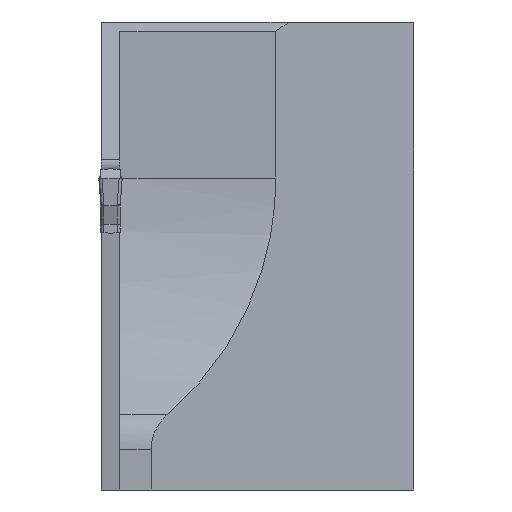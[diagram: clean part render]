
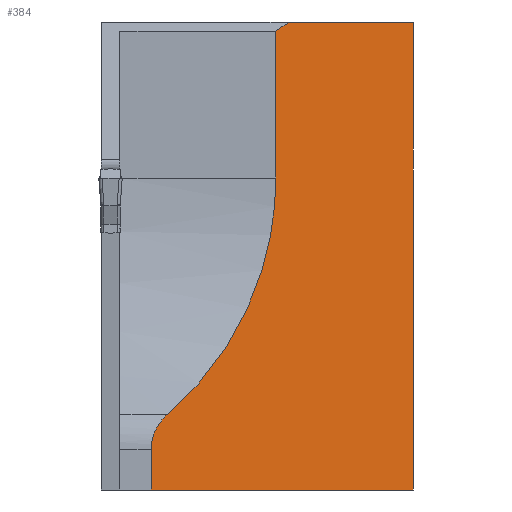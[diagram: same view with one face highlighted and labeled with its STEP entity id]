
A CAD part, left-side view. The second image highlights one B-rep face of the part: STEP entity #384.
In plain terms, the highlighted planar face has unit normal (-0.707, -0.707, 0).
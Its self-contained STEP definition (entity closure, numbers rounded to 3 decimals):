
#350=ELLIPSE('',#1449,4.243,3.);
#351=ELLIPSE('',#1461,28.284,20.);
#384=ADVANCED_FACE('',(#485),#442,.F.);
#442=PLANE('',#1465);
#485=FACE_OUTER_BOUND('',#547,.T.);
#547=EDGE_LOOP('',(#689,#690,#691,#692,#693,#694,#695,#696));
#689=ORIENTED_EDGE('',*,*,#1069,.F.);
#690=ORIENTED_EDGE('',*,*,#1048,.F.);
#691=ORIENTED_EDGE('',*,*,#1046,.F.);
#692=ORIENTED_EDGE('',*,*,#1052,.F.);
#693=ORIENTED_EDGE('',*,*,#1058,.F.);
#694=ORIENTED_EDGE('',*,*,#1067,.F.);
#695=ORIENTED_EDGE('',*,*,#1061,.F.);
#696=ORIENTED_EDGE('',*,*,#1074,.F.);
#941=VERTEX_POINT('',#1883);
#942=VERTEX_POINT('',#1885);
#943=VERTEX_POINT('',#1889);
#945=VERTEX_POINT('',#1896);
#950=VERTEX_POINT('',#1908);
#951=VERTEX_POINT('',#1914);
#952=VERTEX_POINT('',#1916);
#953=VERTEX_POINT('',#1931);
#1046=EDGE_CURVE('',#942,#941,#1200,.T.);
#1048=EDGE_CURVE('',#941,#943,#350,.T.);
#1052=EDGE_CURVE('',#945,#942,#1205,.T.);
#1058=EDGE_CURVE('',#950,#945,#1210,.T.);
#1061=EDGE_CURVE('',#951,#952,#1213,.T.);
#1067=EDGE_CURVE('',#952,#950,#1219,.T.);
#1069=EDGE_CURVE('',#943,#953,#351,.T.);
#1074=EDGE_CURVE('',#953,#951,#1224,.T.);
#1200=LINE('',#1886,#1330);
#1205=LINE('',#1897,#1335);
#1210=LINE('',#1909,#1340);
#1213=LINE('',#1915,#1343);
#1219=LINE('',#1925,#1349);
#1224=LINE('',#1939,#1354);
#1330=VECTOR('',#1565,1.);
#1335=VECTOR('',#1576,1.);
#1340=VECTOR('',#1585,1.);
#1343=VECTOR('',#1592,1.);
#1349=VECTOR('',#1604,1.);
#1354=VECTOR('',#1621,1.);
#1449=AXIS2_PLACEMENT_3D('',#1890,#1569,#1570);
#1461=AXIS2_PLACEMENT_3D('',#1930,#1612,#1613);
#1465=AXIS2_PLACEMENT_3D('',#1941,#1624,#1625);
#1565=DIRECTION('',(0.,0.,1.));
#1569=DIRECTION('',(0.707,0.707,0.));
#1570=DIRECTION('',(-0.707,0.707,0.));
#1576=DIRECTION('',(-0.707,0.707,0.));
#1585=DIRECTION('',(0.,0.,-1.));
#1592=DIRECTION('',(0.634,-0.634,0.444));
#1604=DIRECTION('',(0.707,-0.707,0.));
#1612=DIRECTION('',(-0.707,-0.707,0.));
#1613=DIRECTION('',(-0.707,0.707,0.));
#1621=DIRECTION('',(0.,0.,1.));
#1624=DIRECTION('',(0.707,0.707,0.));
#1625=DIRECTION('',(0.707,-0.707,0.));
#1883=CARTESIAN_POINT('',(8.,16.8,-17.436));
#1885=CARTESIAN_POINT('',(8.,16.8,-20.));
#1886=CARTESIAN_POINT('',(8.,16.8,30.));
#1889=CARTESIAN_POINT('',(9.043,15.757,-15.161));
#1890=CARTESIAN_POINT('',(11.,13.8,-17.436));
#1896=CARTESIAN_POINT('',(24.8,0.,-20.));
#1897=CARTESIAN_POINT('',(24.8,0.,-20.));
#1908=CARTESIAN_POINT('',(24.8,0.,10.));
#1909=CARTESIAN_POINT('',(24.8,0.,30.));
#1914=CARTESIAN_POINT('',(16.,8.8,9.407));
#1915=CARTESIAN_POINT('',(28.858,-4.058,18.41));
#1916=CARTESIAN_POINT('',(16.846,7.954,10.));
#1925=CARTESIAN_POINT('',(24.8,0.,10.));
#1930=CARTESIAN_POINT('',(-4.,28.8,0.));
#1931=CARTESIAN_POINT('',(16.,8.8,0.));
#1939=CARTESIAN_POINT('',(16.,8.8,30.));
#1941=CARTESIAN_POINT('',(24.8,0.,30.));
